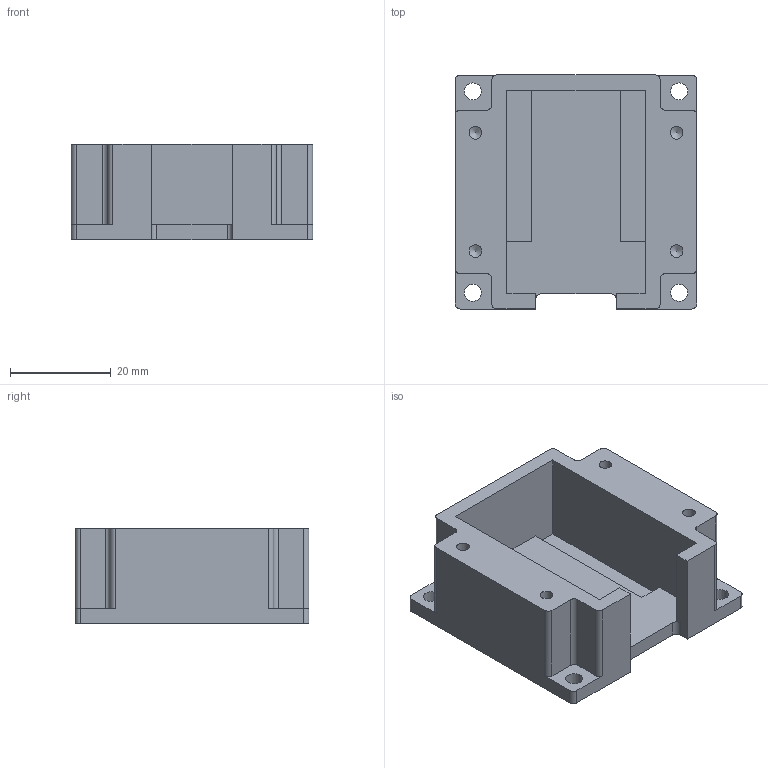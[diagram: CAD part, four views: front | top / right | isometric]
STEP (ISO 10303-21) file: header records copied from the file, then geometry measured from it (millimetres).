
FILE_DESCRIPTION(/* description */ (''),/* implementation_level */ '2;1');
FILE_NAME(/* name */ 'ESP32-CAM_base.step',/* time_stamp */ '2024-06-08T23:05:18+07:00',/* author */ (''),/* organization */ (''),/* preprocessor_version */ 'ST-DEVELOPER v20',/* originating_system */ 'Autodesk Translation Framework v12.14.0.127',/* authorisation */ '');
FILE_SCHEMA (('AUTOMOTIVE_DESIGN { 1 0 10303 214 3 1 1 }'));
Length unit declared in the file: millimetre
Products named in the file (1): ESP32-CAM_base
Bounding box: 48 x 46.5 x 19 mm (x, y, z)
Volume: 19598.5 mm3; surface area: 10143.8 mm2
Topology: 1 solids, 1 shells, 64 faces, 182 edges, 120 vertices
Faces by surface type: plane 34, cylinder 26, cone 4
Full cylindrical faces by diameter (mm): 2.529 x4, 3.4 x4
Entity records: 2115 total; most frequent: CARTESIAN_POINT 363, DIRECTION 360, ORIENTED_EDGE 356, EDGE_CURVE 178, LINE 126, VECTOR 126, VERTEX_POINT 120, AXIS2_PLACEMENT_3D 117
